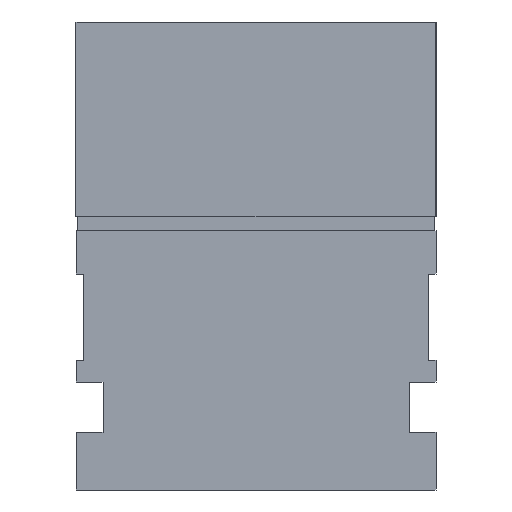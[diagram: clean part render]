
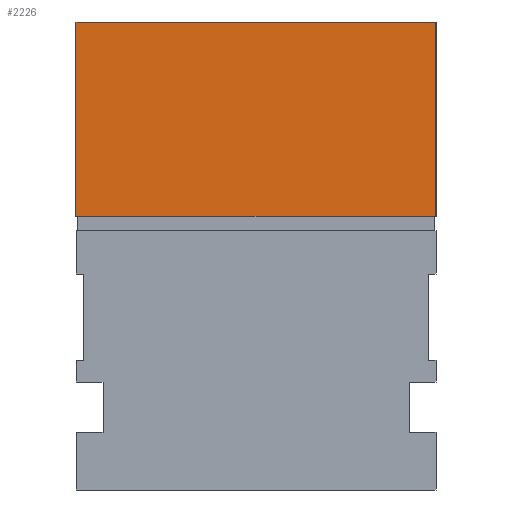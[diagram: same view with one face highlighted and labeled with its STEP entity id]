
A CAD part, front view. The second image highlights one B-rep face of the part: STEP entity #2226.
In plain terms, the highlighted face is planar.
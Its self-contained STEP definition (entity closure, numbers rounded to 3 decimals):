
#74 = CARTESIAN_POINT ( 'NONE',  ( -70., -50., 0. ) ) ;
#83 = LINE ( 'NONE', #2301, #2157 ) ;
#112 = EDGE_CURVE ( 'NONE', #1368, #250, #368, .T. ) ;
#179 = EDGE_CURVE ( 'NONE', #812, #1874, #1831, .T. ) ;
#250 = VERTEX_POINT ( 'NONE', #592 ) ;
#311 = CARTESIAN_POINT ( 'NONE',  ( -70., -50., 54. ) ) ;
#338 = VECTOR ( 'NONE', #1622, 1000. ) ;
#368 = LINE ( 'NONE', #311, #899 ) ;
#372 = PLANE ( 'NONE',  #2138 ) ;
#446 = EDGE_CURVE ( 'NONE', #812, #250, #83, .T. ) ;
#592 = CARTESIAN_POINT ( 'NONE',  ( -70., -50., 54. ) ) ;
#599 = DIRECTION ( 'NONE',  ( 1., 0., 0. ) ) ;
#706 = ORIENTED_EDGE ( 'NONE', *, *, #179, .T. ) ;
#785 = CARTESIAN_POINT ( 'NONE',  ( -70., 50., 54. ) ) ;
#799 = CARTESIAN_POINT ( 'NONE',  ( -70., 50., 0. ) ) ;
#812 = VERTEX_POINT ( 'NONE', #1353 ) ;
#899 = VECTOR ( 'NONE', #1804, 1000. ) ;
#1112 = DIRECTION ( 'NONE',  ( 0., -1., 0. ) ) ;
#1120 = FACE_OUTER_BOUND ( 'NONE', #1600, .T. ) ;
#1353 = CARTESIAN_POINT ( 'NONE',  ( -70., 50., 54. ) ) ;
#1368 = VERTEX_POINT ( 'NONE', #74 ) ;
#1473 = ORIENTED_EDGE ( 'NONE', *, *, #112, .T. ) ;
#1516 = VECTOR ( 'NONE', #2043, 1000. ) ;
#1535 = ORIENTED_EDGE ( 'NONE', *, *, #2235, .F. ) ;
#1600 = EDGE_LOOP ( 'NONE', ( #1473, #1838, #706, #1535 ) ) ;
#1622 = DIRECTION ( 'NONE',  ( 0., 0., -1. ) ) ;
#1804 = DIRECTION ( 'NONE',  ( 0., 0., 1. ) ) ;
#1831 = LINE ( 'NONE', #785, #338 ) ;
#1838 = ORIENTED_EDGE ( 'NONE', *, *, #446, .F. ) ;
#1849 = DIRECTION ( 'NONE',  ( 0., 0., -1. ) ) ;
#1874 = VERTEX_POINT ( 'NONE', #2562 ) ;
#2043 = DIRECTION ( 'NONE',  ( 0., 1., 0. ) ) ;
#2138 = AXIS2_PLACEMENT_3D ( 'NONE', #2662, #599, #1849 ) ;
#2157 = VECTOR ( 'NONE', #1112, 1000. ) ;
#2226 = ADVANCED_FACE ( 'NONE', ( #1120 ), #372, .F. ) ;
#2235 = EDGE_CURVE ( 'NONE', #1368, #1874, #2252, .T. ) ;
#2252 = LINE ( 'NONE', #799, #1516 ) ;
#2301 = CARTESIAN_POINT ( 'NONE',  ( -70., -50., 54. ) ) ;
#2562 = CARTESIAN_POINT ( 'NONE',  ( -70., 50., 0. ) ) ;
#2662 = CARTESIAN_POINT ( 'NONE',  ( -70., 50., 54. ) ) ;
